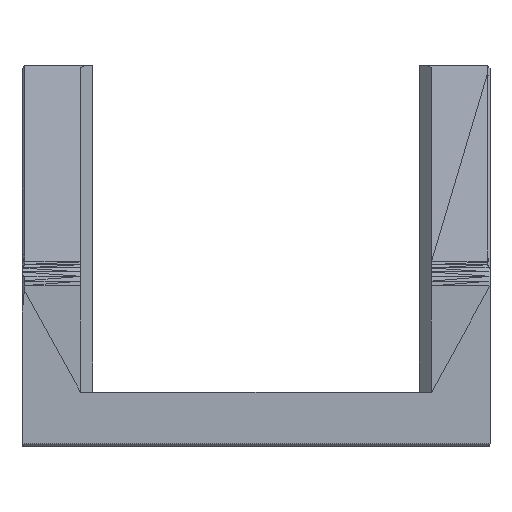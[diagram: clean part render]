
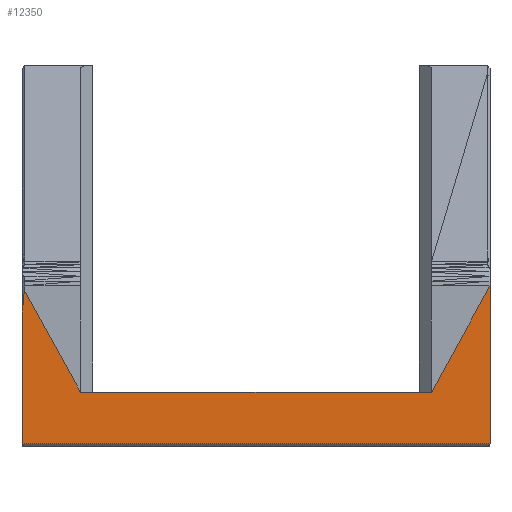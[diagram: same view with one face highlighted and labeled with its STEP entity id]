
A CAD part, front view. The second image highlights one B-rep face of the part: STEP entity #12350.
In plain terms, the highlighted planar face has unit normal (0, -1, 0).
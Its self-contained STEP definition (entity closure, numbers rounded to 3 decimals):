
#239 = VECTOR ( 'NONE', #10544, 1000. ) ;
#558 = VECTOR ( 'NONE', #5161, 1000. ) ;
#680 = VECTOR ( 'NONE', #5370, 1000. ) ;
#916 = CARTESIAN_POINT ( 'NONE',  ( 8.6, -8.75, 5.898 ) ) ;
#3128 = LINE ( 'NONE', #30687, #558 ) ;
#5161 = DIRECTION ( 'NONE',  ( 1., 0., 0. ) ) ;
#5370 = DIRECTION ( 'NONE',  ( 0., 0., 1. ) ) ;
#5610 = CARTESIAN_POINT ( 'NONE',  ( 8.6, -8.75, 0. ) ) ;
#6961 = VERTEX_POINT ( 'NONE', #34450 ) ;
#7721 = ORIENTED_EDGE ( 'NONE', *, *, #38998, .F. ) ;
#8572 = AXIS2_PLACEMENT_3D ( 'NONE', #33496, #41733, #26268 ) ;
#8621 = EDGE_CURVE ( 'NONE', #22559, #45827, #9874, .T. ) ;
#8698 = VERTEX_POINT ( 'NONE', #46934 ) ;
#9529 = DIRECTION ( 'NONE',  ( -0.09, 0., -0.996 ) ) ;
#9874 = LINE ( 'NONE', #44918, #40273 ) ;
#10544 = DIRECTION ( 'NONE',  ( 1., 0., 0. ) ) ;
#11329 = VERTEX_POINT ( 'NONE', #23161 ) ;
#12350 = ADVANCED_FACE ( 'NONE', ( #13914 ), #49963, .T. ) ;
#12655 = DIRECTION ( 'NONE',  ( 0.483, 0., -0.876 ) ) ;
#13914 = FACE_OUTER_BOUND ( 'NONE', #48422, .T. ) ;
#14232 = ORIENTED_EDGE ( 'NONE', *, *, #19043, .T. ) ;
#14501 = VERTEX_POINT ( 'NONE', #49508 ) ;
#14538 = DIRECTION ( 'NONE',  ( -0.483, 0., -0.876 ) ) ;
#18286 = VECTOR ( 'NONE', #12655, 1000. ) ;
#19043 = EDGE_CURVE ( 'NONE', #6961, #45827, #33724, .T. ) ;
#20788 = EDGE_CURVE ( 'NONE', #22559, #14501, #3128, .T. ) ;
#21072 = CARTESIAN_POINT ( 'NONE',  ( -8.6, -8.75, 0.1 ) ) ;
#22548 = EDGE_CURVE ( 'NONE', #14501, #44458, #29547, .T. ) ;
#22559 = VERTEX_POINT ( 'NONE', #21072 ) ;
#23161 = CARTESIAN_POINT ( 'NONE',  ( -6.45, -8.75, 2. ) ) ;
#24293 = ORIENTED_EDGE ( 'NONE', *, *, #8621, .F. ) ;
#25014 = LINE ( 'NONE', #48698, #18286 ) ;
#25542 = ORIENTED_EDGE ( 'NONE', *, *, #20788, .T. ) ;
#26268 = DIRECTION ( 'NONE',  ( 0., 0., -1. ) ) ;
#26753 = VECTOR ( 'NONE', #9529, 1000. ) ;
#27028 = LINE ( 'NONE', #39136, #239 ) ;
#27207 = EDGE_CURVE ( 'NONE', #44458, #8698, #42609, .T. ) ;
#29279 = EDGE_CURVE ( 'NONE', #11329, #8698, #27028, .T. ) ;
#29547 = LINE ( 'NONE', #5610, #680 ) ;
#30479 = ORIENTED_EDGE ( 'NONE', *, *, #22548, .T. ) ;
#30687 = CARTESIAN_POINT ( 'NONE',  ( 0., -8.75, 0.1 ) ) ;
#31574 = ORIENTED_EDGE ( 'NONE', *, *, #29279, .F. ) ;
#33496 = CARTESIAN_POINT ( 'NONE',  ( 0., -8.75, 0. ) ) ;
#33574 = DIRECTION ( 'NONE',  ( 0., 0., 1. ) ) ;
#33724 = LINE ( 'NONE', #49427, #26753 ) ;
#34450 = CARTESIAN_POINT ( 'NONE',  ( -8.514, -8.75, 5.742 ) ) ;
#35904 = CARTESIAN_POINT ( 'NONE',  ( -8.6, -8.75, 4.789 ) ) ;
#38998 = EDGE_CURVE ( 'NONE', #6961, #11329, #25014, .T. ) ;
#39136 = CARTESIAN_POINT ( 'NONE',  ( -6.45, -8.75, 2. ) ) ;
#40273 = VECTOR ( 'NONE', #33574, 1000. ) ;
#41733 = DIRECTION ( 'NONE',  ( 0., -1., 0. ) ) ;
#42609 = LINE ( 'NONE', #49127, #48649 ) ;
#44458 = VERTEX_POINT ( 'NONE', #916 ) ;
#44918 = CARTESIAN_POINT ( 'NONE',  ( -8.6, -8.75, 0. ) ) ;
#45827 = VERTEX_POINT ( 'NONE', #35904 ) ;
#46934 = CARTESIAN_POINT ( 'NONE',  ( 6.45, -8.75, 2. ) ) ;
#47509 = ORIENTED_EDGE ( 'NONE', *, *, #27207, .T. ) ;
#48422 = EDGE_LOOP ( 'NONE', ( #7721, #14232, #24293, #25542, #30479, #47509, #31574 ) ) ;
#48649 = VECTOR ( 'NONE', #14538, 1000. ) ;
#48698 = CARTESIAN_POINT ( 'NONE',  ( -8.6, -8.75, 5.898 ) ) ;
#49127 = CARTESIAN_POINT ( 'NONE',  ( 8.6, -8.75, 5.898 ) ) ;
#49427 = CARTESIAN_POINT ( 'NONE',  ( -8.959, -8.75, 0.808 ) ) ;
#49508 = CARTESIAN_POINT ( 'NONE',  ( 8.6, -8.75, 0.1 ) ) ;
#49963 = PLANE ( 'NONE',  #8572 ) ;
